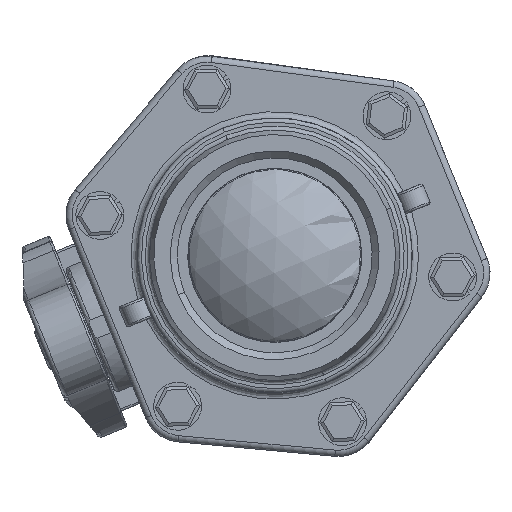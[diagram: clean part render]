
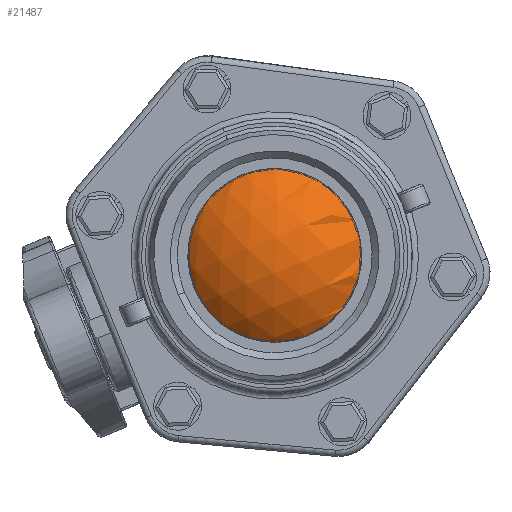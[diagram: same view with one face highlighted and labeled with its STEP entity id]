
A CAD part, left-side view. The second image highlights one B-rep face of the part: STEP entity #21487.
In plain terms, the highlighted spherical face has radius 48.971 mm.
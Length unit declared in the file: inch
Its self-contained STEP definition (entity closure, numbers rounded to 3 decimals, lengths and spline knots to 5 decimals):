
#21397=CARTESIAN_POINT('',(3.7406,5.47794,-1.33315));
#21398=VERTEX_POINT('',#21397);
#21408=CARTESIAN_POINT('',(3.7406,5.47794,1.33315));
#21409=VERTEX_POINT('',#21408);
#21410=CARTESIAN_POINT('',(3.7406,5.47794,0.0));
#21411=DIRECTION('',(-1.0,0.0,0.0));
#21412=DIRECTION('',(0.0,0.0,1.0));
#21413=AXIS2_PLACEMENT_3D('',#21410,#21411,#21412);
#21414=CIRCLE('',#21413,1.33315);
#21415=EDGE_CURVE('',#21398,#21409,#21414,.T.);
#21436=CARTESIAN_POINT('',(5.1334,5.47794,0.0));
#21437=DIRECTION('',(0.0,0.0,1.0));
#21438=DIRECTION('',(1.0,0.0,0.0));
#21439=AXIS2_PLACEMENT_3D('',#21436,#21437,#21438);
#21440=SPHERICAL_SURFACE('',#21439,1.928);
#21441=CARTESIAN_POINT('',(5.1334,5.47794,1.928));
#21442=VERTEX_POINT('',#21441);
#21443=CARTESIAN_POINT('',(6.5262,5.47794,1.33315));
#21444=VERTEX_POINT('',#21443);
#21445=CARTESIAN_POINT('',(5.1334,5.47794,0.0));
#21446=DIRECTION('',(0.0,1.0,0.0));
#21447=DIRECTION('',(1.0,0.0,0.0));
#21448=AXIS2_PLACEMENT_3D('',#21445,#21446,#21447);
#21449=CIRCLE('',#21448,1.928);
#21450=EDGE_CURVE('',#21442,#21444,#21449,.T.);
#21451=ORIENTED_EDGE('',*,*,#21450,.F.);
#21452=CARTESIAN_POINT('',(5.1334,5.47794,0.0));
#21453=DIRECTION('',(0.0,-1.0,0.0));
#21454=DIRECTION('',(-1.0,0.0,0.0));
#21455=AXIS2_PLACEMENT_3D('',#21452,#21453,#21454);
#21456=CIRCLE('',#21455,1.928);
#21457=EDGE_CURVE('',#21442,#21409,#21456,.T.);
#21458=ORIENTED_EDGE('',*,*,#21457,.T.);
#21459=ORIENTED_EDGE('',*,*,#21415,.F.);
#21460=CARTESIAN_POINT('',(5.1334,5.47794,-1.928));
#21461=VERTEX_POINT('',#21460);
#21462=CARTESIAN_POINT('',(5.1334,5.47794,0.0));
#21463=DIRECTION('',(0.0,-1.0,0.0));
#21464=DIRECTION('',(-1.0,0.0,0.0));
#21465=AXIS2_PLACEMENT_3D('',#21462,#21463,#21464);
#21466=CIRCLE('',#21465,1.928);
#21467=EDGE_CURVE('',#21398,#21461,#21466,.T.);
#21468=ORIENTED_EDGE('',*,*,#21467,.T.);
#21469=CARTESIAN_POINT('',(6.5262,5.47794,-1.33315));
#21470=VERTEX_POINT('',#21469);
#21471=CARTESIAN_POINT('',(5.1334,5.47794,0.0));
#21472=DIRECTION('',(0.0,1.0,0.0));
#21473=DIRECTION('',(1.0,0.0,0.0));
#21474=AXIS2_PLACEMENT_3D('',#21471,#21472,#21473);
#21475=CIRCLE('',#21474,1.928);
#21476=EDGE_CURVE('',#21470,#21461,#21475,.T.);
#21477=ORIENTED_EDGE('',*,*,#21476,.F.);
#21478=CARTESIAN_POINT('',(6.5262,5.47794,0.0));
#21479=DIRECTION('',(1.0,0.0,0.0));
#21480=DIRECTION('',(0.0,0.0,-1.0));
#21481=AXIS2_PLACEMENT_3D('',#21478,#21479,#21480);
#21482=CIRCLE('',#21481,1.33315);
#21483=EDGE_CURVE('',#21444,#21470,#21482,.T.);
#21484=ORIENTED_EDGE('',*,*,#21483,.F.);
#21485=EDGE_LOOP('',(#21451,#21458,#21459,#21468,#21477,#21484));
#21486=FACE_OUTER_BOUND('',#21485,.T.);
#21487=ADVANCED_FACE('',(#21486),#21440,.T.);
